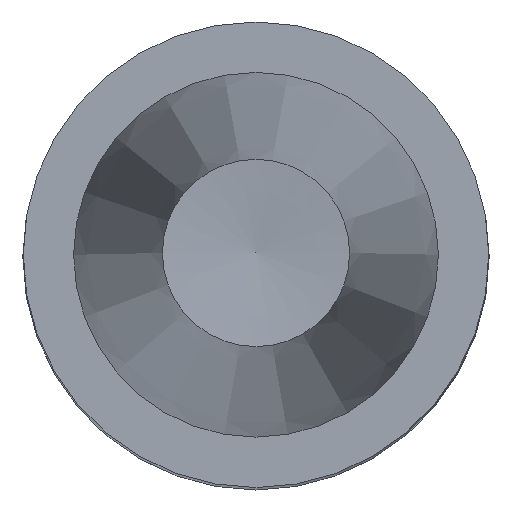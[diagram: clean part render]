
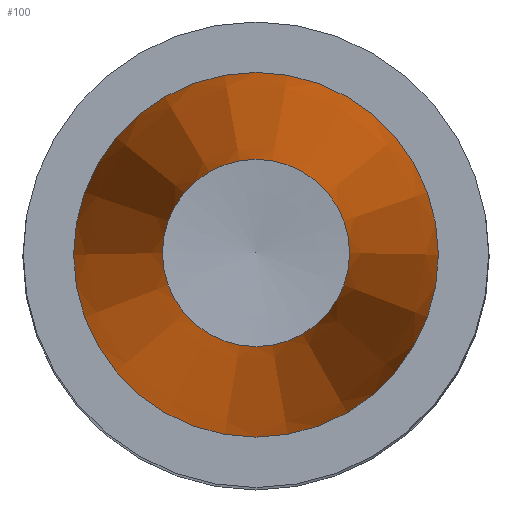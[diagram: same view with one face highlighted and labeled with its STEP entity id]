
A CAD part, top view. The second image highlights one B-rep face of the part: STEP entity #100.
In plain terms, the highlighted conical face has half-angle 4.913 degrees and reference radius 7.968 mm.
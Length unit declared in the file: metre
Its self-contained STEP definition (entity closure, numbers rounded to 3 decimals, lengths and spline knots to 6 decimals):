
#23=CONICAL_SURFACE('',#127,0.007968,0.086);
#39=ORIENTED_EDGE('',*,*,#44,.T.);
#40=ORIENTED_EDGE('',*,*,#48,.F.);
#44=EDGE_CURVE('',#51,#51,#59,.T.);
#48=EDGE_CURVE('',#55,#55,#63,.T.);
#51=VERTEX_POINT('',#170);
#55=VERTEX_POINT('',#183);
#59=CIRCLE('',#119,0.00796);
#63=CIRCLE('',#128,0.004085);
#75=EDGE_LOOP('',(#39));
#76=EDGE_LOOP('',(#40));
#89=FACE_BOUND('',#75,.T.);
#90=FACE_BOUND('',#76,.T.);
#100=ADVANCED_FACE('',(#89,#90),#23,.T.);
#119=AXIS2_PLACEMENT_3D('',#169,#140,#141);
#127=AXIS2_PLACEMENT_3D('',#181,#156,#157);
#128=AXIS2_PLACEMENT_3D('',#182,#158,#159);
#140=DIRECTION('',(0.,0.,1.));
#141=DIRECTION('',(1.,0.,0.));
#156=DIRECTION('',(0.,0.,-1.));
#157=DIRECTION('',(-1.,0.,0.));
#158=DIRECTION('',(0.,0.,1.));
#159=DIRECTION('',(1.,0.,0.));
#169=CARTESIAN_POINT('',(0.,0.,0.0508));
#170=CARTESIAN_POINT('',(0.00796,0.,0.0508));
#181=CARTESIAN_POINT('',(0.,0.,0.050709));
#182=CARTESIAN_POINT('',(0.,0.,0.095871));
#183=CARTESIAN_POINT('',(0.004085,0.,0.095871));
